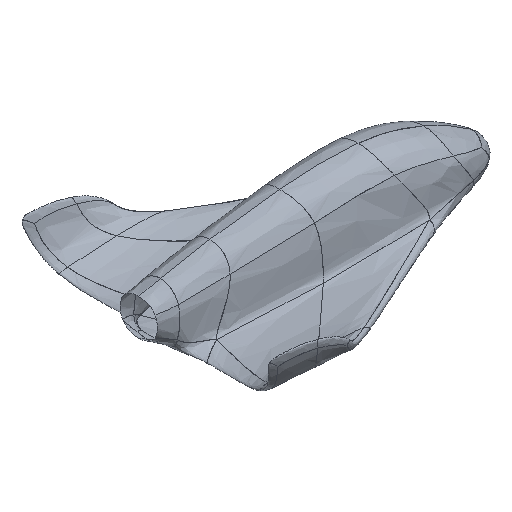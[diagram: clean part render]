
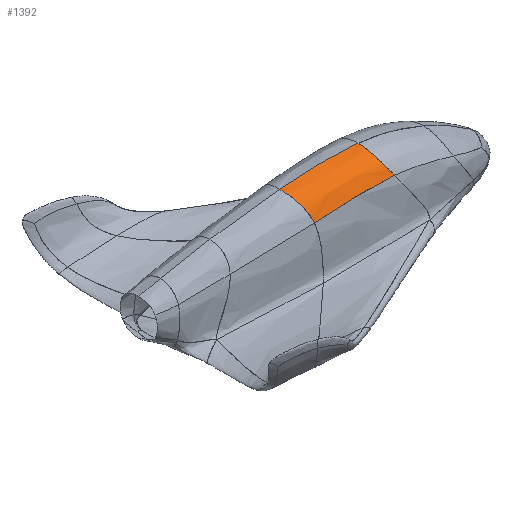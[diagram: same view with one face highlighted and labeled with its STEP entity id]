
A CAD part, isometric view. The second image highlights one B-rep face of the part: STEP entity #1392.
In plain terms, the highlighted free-form (B-spline) face has degree [3, 3] with [4, 4] control points.
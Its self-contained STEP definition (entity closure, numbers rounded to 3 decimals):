
#1392=ADVANCED_FACE('',(#1470),#2874,.T.);
#1470=FACE_OUTER_BOUND('',#1548,.T.);
#1548=EDGE_LOOP('',(#1791,#1792,#1793,#1794));
#1791=ORIENTED_EDGE('',*,*,#2103,.T.);
#1792=ORIENTED_EDGE('',*,*,#2104,.T.);
#1793=ORIENTED_EDGE('',*,*,#2105,.T.);
#1794=ORIENTED_EDGE('',*,*,#2106,.T.);
#2103=EDGE_CURVE('',#2727,#2728,#2415,.T.);
#2104=EDGE_CURVE('',#2728,#2729,#2416,.T.);
#2105=EDGE_CURVE('',#2729,#2730,#2417,.T.);
#2106=EDGE_CURVE('',#2730,#2727,#2418,.T.);
#2415=B_SPLINE_CURVE_WITH_KNOTS('',5,(#19977,#19978,#19979,#19980,#19981,
#19982),.UNSPECIFIED.,.F.,.F.,(6,6),(0.,1.358),.UNSPECIFIED.);
#2416=B_SPLINE_CURVE_WITH_KNOTS('',5,(#19983,#19984,#19985,#19986,#19987,
#19988,#19989,#19990,#19991,#19992,#19993,#19994,#19995,#19996,#19997,#19998,
#19999,#20000),.UNSPECIFIED.,.F.,.F.,(6,3,3,3,3,6),(0.,0.457,
0.977,1.575,2.278,2.83),
 .UNSPECIFIED.);
#2417=B_SPLINE_CURVE_WITH_KNOTS('',3,(#20001,#20002,#20003,#20004),
 .UNSPECIFIED.,.F.,.F.,(4,4),(0.,1.375),.UNSPECIFIED.);
#2418=B_SPLINE_CURVE_WITH_KNOTS('',6,(#20005,#20006,#20007,#20008,#20009,
#20010,#20011,#20012,#20013,#20014,#20015,#20016,#20017,#20018,#20019),
 .UNSPECIFIED.,.F.,.F.,(7,4,4,7),(0.,0.713,2.14,
2.854),.UNSPECIFIED.);
#2727=VERTEX_POINT('',#19973);
#2728=VERTEX_POINT('',#19974);
#2729=VERTEX_POINT('',#19975);
#2730=VERTEX_POINT('',#19976);
#2874=B_SPLINE_SURFACE_WITH_KNOTS('',3,3,((#19957,#19958,#19959,#19960),
(#19961,#19962,#19963,#19964),(#19965,#19966,#19967,#19968),(#19969,#19970,
#19971,#19972)),.UNSPECIFIED.,.F.,.F.,.F.,(4,4),(4,4),(0.,
1.423),(0.,2.858),
 .UNSPECIFIED.);
#19957=CARTESIAN_POINT('',(1.968,-1.03,0.744));
#19958=CARTESIAN_POINT('',(1.121,-1.02,0.812));
#19959=CARTESIAN_POINT('',(0.138,-1.02,0.737));
#19960=CARTESIAN_POINT('',(-0.88,-0.982,0.654));
#19961=CARTESIAN_POINT('',(1.724,-0.812,1.164));
#19962=CARTESIAN_POINT('',(0.884,-0.792,1.252));
#19963=CARTESIAN_POINT('',(-0.03,-0.792,1.18));
#19964=CARTESIAN_POINT('',(-0.96,-0.766,1.094));
#19965=CARTESIAN_POINT('',(1.679,-0.406,1.378));
#19966=CARTESIAN_POINT('',(0.791,-0.396,1.472));
#19967=CARTESIAN_POINT('',(-0.217,-0.396,1.424));
#19968=CARTESIAN_POINT('',(-1.147,-0.383,1.346));
#19969=CARTESIAN_POINT('',(1.679,0.,1.378));
#19970=CARTESIAN_POINT('',(0.791,0.,1.472));
#19971=CARTESIAN_POINT('',(-0.217,0.,1.424));
#19972=CARTESIAN_POINT('',(-1.147,0.,1.346));
#19973=CARTESIAN_POINT('',(1.968,-1.03,0.744));
#19974=CARTESIAN_POINT('',(1.679,0.,1.378));
#19975=CARTESIAN_POINT('',(-1.147,0.,1.346));
#19976=CARTESIAN_POINT('',(-0.88,-0.982,0.654));
#19977=CARTESIAN_POINT('',(1.968,-1.03,0.744));
#19978=CARTESIAN_POINT('',(1.821,-0.899,0.996));
#19979=CARTESIAN_POINT('',(1.735,-0.712,1.186));
#19980=CARTESIAN_POINT('',(1.693,-0.487,1.314));
#19981=CARTESIAN_POINT('',(1.679,-0.244,1.378));
#19982=CARTESIAN_POINT('',(1.679,0.,1.378));
#19983=CARTESIAN_POINT('',(1.679,0.,1.378));
#19984=CARTESIAN_POINT('',(1.588,0.,1.388));
#19985=CARTESIAN_POINT('',(1.497,0.,1.396));
#19986=CARTESIAN_POINT('',(1.406,0.,1.403));
#19987=CARTESIAN_POINT('',(1.211,0.,1.416));
#19988=CARTESIAN_POINT('',(1.016,0.,1.424));
#19989=CARTESIAN_POINT('',(0.912,0.,1.427));
#19990=CARTESIAN_POINT('',(0.688,0.,1.431));
#19991=CARTESIAN_POINT('',(0.464,0.,1.43));
#19992=CARTESIAN_POINT('',(0.345,0.,1.428));
#19993=CARTESIAN_POINT('',(0.085,0.,1.422));
#19994=CARTESIAN_POINT('',(-0.175,0.,1.412));
#19995=CARTESIAN_POINT('',(-0.315,0.,1.405));
#19996=CARTESIAN_POINT('',(-0.566,0.,1.39));
#19997=CARTESIAN_POINT('',(-0.816,0.,1.372));
#19998=CARTESIAN_POINT('',(-0.926,0.,1.364));
#19999=CARTESIAN_POINT('',(-1.037,0.,1.355));
#20000=CARTESIAN_POINT('',(-1.147,0.,1.346));
#20001=CARTESIAN_POINT('',(-1.147,0.,1.346));
#20002=CARTESIAN_POINT('',(-1.147,-0.383,1.346));
#20003=CARTESIAN_POINT('',(-0.96,-0.766,1.094));
#20004=CARTESIAN_POINT('',(-0.88,-0.982,0.654));
#20005=CARTESIAN_POINT('',(-0.88,-0.982,0.654));
#20006=CARTESIAN_POINT('',(-0.753,-0.987,0.664));
#20007=CARTESIAN_POINT('',(-0.626,-0.991,0.675));
#20008=CARTESIAN_POINT('',(-0.5,-0.995,0.685));
#20009=CARTESIAN_POINT('',(-0.374,-0.998,0.694));
#20010=CARTESIAN_POINT('',(0.001,-1.007,0.722));
#20011=CARTESIAN_POINT('',(0.369,-1.014,0.746));
#20012=CARTESIAN_POINT('',(0.611,-1.017,0.758));
#20013=CARTESIAN_POINT('',(0.849,-1.019,0.767));
#20014=CARTESIAN_POINT('',(1.198,-1.022,0.774));
#20015=CARTESIAN_POINT('',(1.535,-1.025,0.768));
#20016=CARTESIAN_POINT('',(1.646,-1.026,0.764));
#20017=CARTESIAN_POINT('',(1.755,-1.027,0.759));
#20018=CARTESIAN_POINT('',(1.862,-1.029,0.752));
#20019=CARTESIAN_POINT('',(1.968,-1.03,0.744));
